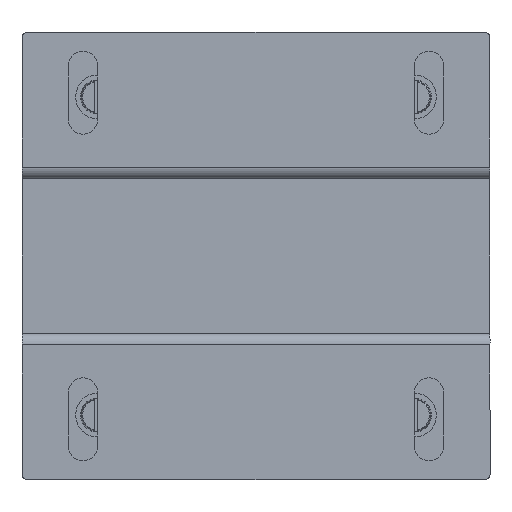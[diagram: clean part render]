
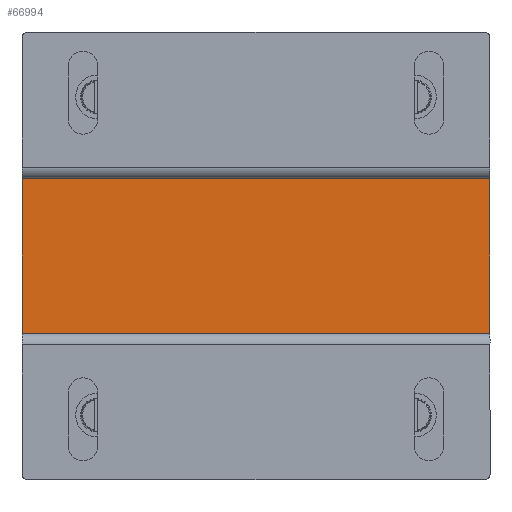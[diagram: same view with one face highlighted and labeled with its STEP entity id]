
A CAD part, front view. The second image highlights one B-rep face of the part: STEP entity #66994.
In plain terms, the highlighted planar face has unit normal (0, -1, 0).
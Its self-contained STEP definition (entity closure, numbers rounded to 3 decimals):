
#2875 = EDGE_CURVE ( 'NONE', #78639, #98068, #81213, .T. ) ;
#4044 = CARTESIAN_POINT ( 'NONE',  ( -196.51, -22.267, 209.054 ) ) ;
#4556 = EDGE_CURVE ( 'NONE', #86195, #81019, #97731, .T. ) ;
#22712 = DIRECTION ( 'NONE',  ( 0., 0., -1. ) ) ;
#24425 = CARTESIAN_POINT ( 'NONE',  ( -100.51, -22.267, 177.304 ) ) ;
#27247 = CARTESIAN_POINT ( 'NONE',  ( -100.51, -22.267, 177.304 ) ) ;
#28825 = DIRECTION ( 'NONE',  ( -1., 0., 0. ) ) ;
#30146 = LINE ( 'NONE', #27247, #139650 ) ;
#36229 = VECTOR ( 'NONE', #38434, 1000. ) ;
#36472 = VECTOR ( 'NONE', #28825, 1000. ) ;
#38434 = DIRECTION ( 'NONE',  ( 0., 0., 1. ) ) ;
#39611 = ORIENTED_EDGE ( 'NONE', *, *, #125552, .F. ) ;
#41757 = ORIENTED_EDGE ( 'NONE', *, *, #62049, .T. ) ;
#56682 = ORIENTED_EDGE ( 'NONE', *, *, #4556, .F. ) ;
#61332 = CARTESIAN_POINT ( 'NONE',  ( -100.51, -22.267, 209.054 ) ) ;
#62049 = EDGE_CURVE ( 'NONE', #98068, #81019, #130534, .T. ) ;
#66128 = VECTOR ( 'NONE', #86728, 1000. ) ;
#66994 = ADVANCED_FACE ( 'NONE', ( #112589 ), #144305, .F. ) ;
#78639 = VERTEX_POINT ( 'NONE', #111385 ) ;
#81019 = VERTEX_POINT ( 'NONE', #4044 ) ;
#81213 = LINE ( 'NONE', #24425, #36229 ) ;
#86195 = VERTEX_POINT ( 'NONE', #106918 ) ;
#86728 = DIRECTION ( 'NONE',  ( 0., 0., 1. ) ) ;
#87327 = EDGE_LOOP ( 'NONE', ( #41757, #56682, #39611, #129669 ) ) ;
#89944 = AXIS2_PLACEMENT_3D ( 'NONE', #145731, #133293, #22712 ) ;
#97731 = LINE ( 'NONE', #142653, #66128 ) ;
#98068 = VERTEX_POINT ( 'NONE', #114680 ) ;
#106918 = CARTESIAN_POINT ( 'NONE',  ( -196.51, -22.267, 177.304 ) ) ;
#111385 = CARTESIAN_POINT ( 'NONE',  ( -100.51, -22.267, 177.304 ) ) ;
#112589 = FACE_OUTER_BOUND ( 'NONE', #87327, .T. ) ;
#114680 = CARTESIAN_POINT ( 'NONE',  ( -100.51, -22.267, 209.054 ) ) ;
#117115 = DIRECTION ( 'NONE',  ( -1., 0., 0. ) ) ;
#125552 = EDGE_CURVE ( 'NONE', #78639, #86195, #30146, .T. ) ;
#129669 = ORIENTED_EDGE ( 'NONE', *, *, #2875, .T. ) ;
#130534 = LINE ( 'NONE', #61332, #36472 ) ;
#133293 = DIRECTION ( 'NONE',  ( 0., 1., 0. ) ) ;
#139650 = VECTOR ( 'NONE', #117115, 1000. ) ;
#142653 = CARTESIAN_POINT ( 'NONE',  ( -196.51, -22.267, 177.304 ) ) ;
#144305 = PLANE ( 'NONE',  #89944 ) ;
#145731 = CARTESIAN_POINT ( 'NONE',  ( -100.51, -22.267, 177.304 ) ) ;
